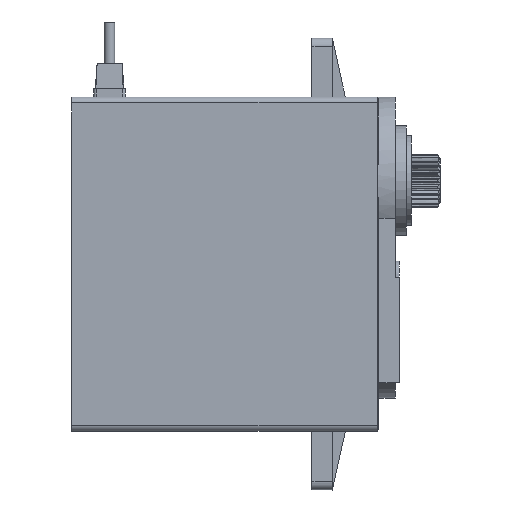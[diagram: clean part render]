
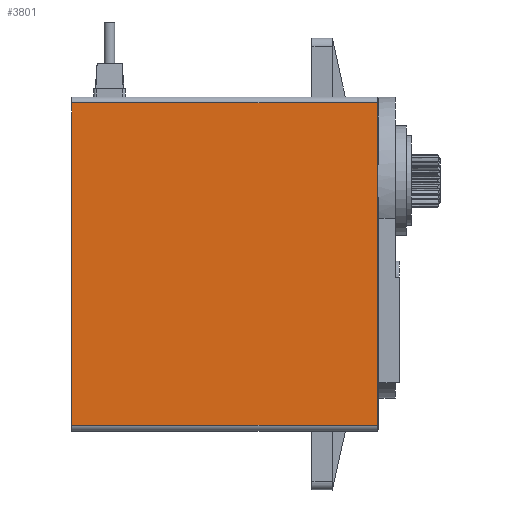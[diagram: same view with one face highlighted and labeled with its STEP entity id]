
A CAD part, left-side view. The second image highlights one B-rep face of the part: STEP entity #3801.
In plain terms, the highlighted planar face has unit normal (-1, 0, 0).
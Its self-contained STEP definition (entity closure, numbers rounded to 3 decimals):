
#178=PLANE('',#4033);
#359=FACE_OUTER_BOUND('',#572,.T.);
#572=EDGE_LOOP('',(#3178,#3179,#3180,#3181,#3182));
#1036=LINE('',#21011,#1275);
#1048=LINE('',#21049,#1287);
#1064=LINE('',#21100,#1303);
#1065=LINE('',#21103,#1304);
#1066=LINE('',#21104,#1305);
#1275=VECTOR('',#4450,10.);
#1287=VECTOR('',#4484,10.);
#1303=VECTOR('',#4534,10.);
#1304=VECTOR('',#4537,10.);
#1305=VECTOR('',#4538,10.);
#1677=VERTEX_POINT('',#21009);
#1678=VERTEX_POINT('',#21010);
#1693=VERTEX_POINT('',#21047);
#1711=VERTEX_POINT('',#21098);
#1712=VERTEX_POINT('',#21102);
#2183=EDGE_CURVE('',#1677,#1678,#1036,.T.);
#2202=EDGE_CURVE('',#1678,#1693,#1048,.T.);
#2229=EDGE_CURVE('',#1711,#1693,#1064,.T.);
#2230=EDGE_CURVE('',#1712,#1711,#1065,.T.);
#2231=EDGE_CURVE('',#1677,#1712,#1066,.T.);
#3178=ORIENTED_EDGE('',*,*,#2183,.T.);
#3179=ORIENTED_EDGE('',*,*,#2202,.T.);
#3180=ORIENTED_EDGE('',*,*,#2229,.F.);
#3181=ORIENTED_EDGE('',*,*,#2230,.F.);
#3182=ORIENTED_EDGE('',*,*,#2231,.F.);
#3801=ADVANCED_FACE('',(#359),#178,.T.);
#4033=AXIS2_PLACEMENT_3D('',#21101,#4535,#4536);
#4450=DIRECTION('',(0.,0.,1.));
#4484=DIRECTION('',(0.,0.,1.));
#4534=DIRECTION('',(0.,-1.,0.));
#4535=DIRECTION('center_axis',(-1.,0.,0.));
#4536=DIRECTION('ref_axis',(0.,0.,1.));
#4537=DIRECTION('',(0.,0.,1.));
#4538=DIRECTION('',(0.,1.,0.));
#21009=CARTESIAN_POINT('',(10.,-14.587,-29.3));
#21010=CARTESIAN_POINT('',(10.,-14.587,0.));
#21011=CARTESIAN_POINT('',(10.,-14.587,-22.5));
#21047=CARTESIAN_POINT('',(10.,-14.587,9.3));
#21049=CARTESIAN_POINT('',(10.,-14.587,-12.5));
#21098=CARTESIAN_POINT('',(10.,21.963,9.3));
#21100=CARTESIAN_POINT('',(10.,-14.787,9.3));
#21101=CARTESIAN_POINT('Origin',(10.,-14.787,-30.));
#21102=CARTESIAN_POINT('',(10.,21.963,-29.3));
#21103=CARTESIAN_POINT('',(10.,21.963,10.));
#21104=CARTESIAN_POINT('',(10.,-14.787,-29.3));
